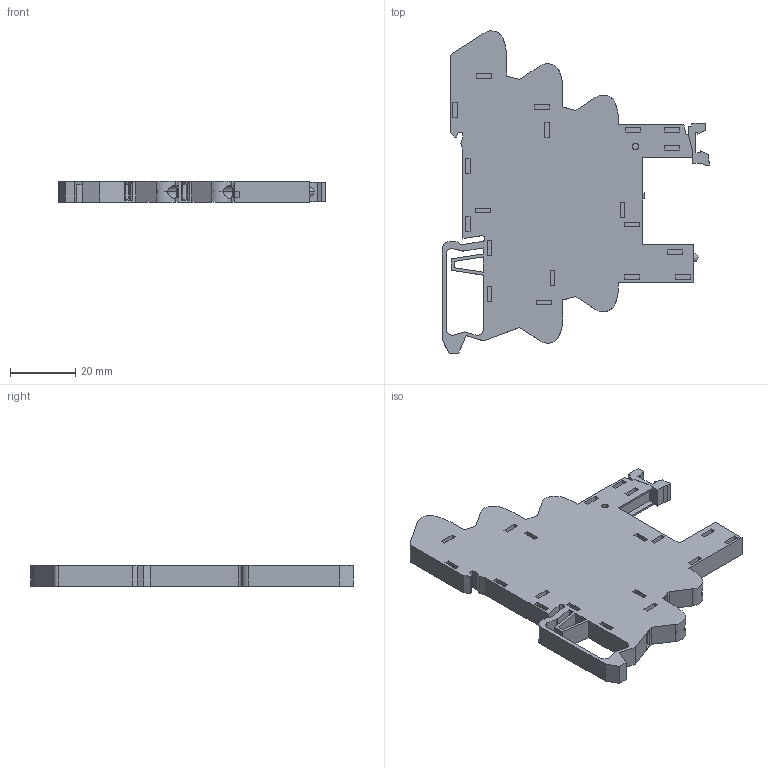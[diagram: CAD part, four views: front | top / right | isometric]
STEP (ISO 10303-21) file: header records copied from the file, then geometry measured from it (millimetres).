
FILE_DESCRIPTION (( 'STEP AP214' ), '1' );
FILE_NAME ('rms-23-1-push.ÃÌ Ðàçúåì äëÿ ðåëå ÐÌ slim 23-1 Push-in EKF.STEP', '2024-05-27T12:13:58', ( '' ), ( '' ), 'SwSTEP 2.0', 'SolidWorks 2021', '' );
FILE_SCHEMA (( 'AUTOMOTIVE_DESIGN' ));
Length unit declared in the file: millimetre
Products named in the file (1): rms-23-1-push.ÃÌ Ðàçúåì äëÿ ðåëå ÐÌ slim 23-1 Push-in EKF
Bounding box: 81.86 x 98.41 x 6.5 mm (x, y, z)
Volume: 26849 mm3; surface area: 14059.2 mm2
Topology: 4 solids, 4 shells, 536 faces, 1370 edges, 908 vertices
Faces by surface type: plane 490, cylinder 32, bspline 12, sphere 2
Entity records: 17087 total; most frequent: CARTESIAN_POINT 3205, ORIENTED_EDGE 2730, DIRECTION 2437, EDGE_CURVE 1365, VECTOR 1255, LINE 1255, VERTEX_POINT 905, EDGE_LOOP 608
